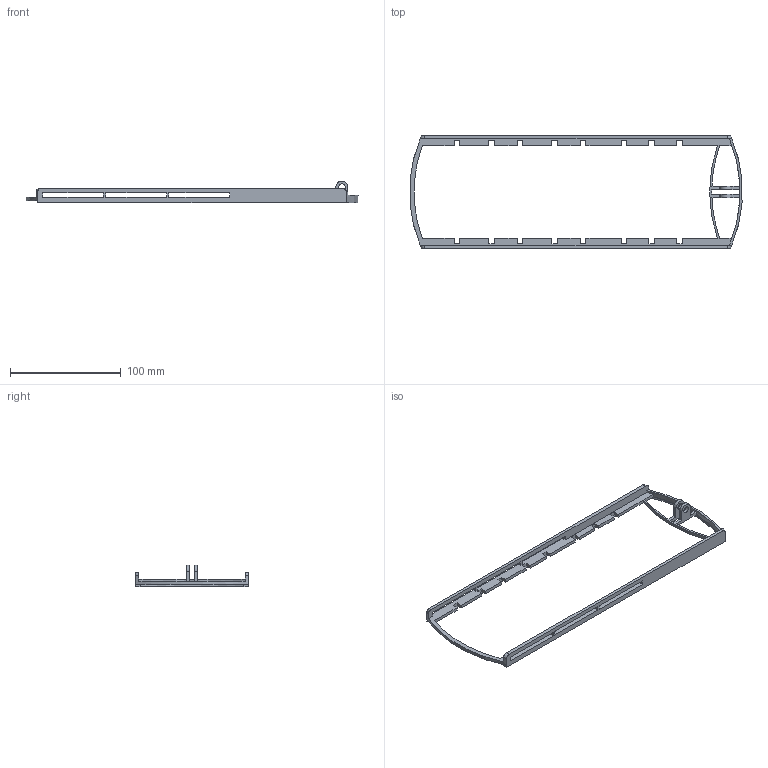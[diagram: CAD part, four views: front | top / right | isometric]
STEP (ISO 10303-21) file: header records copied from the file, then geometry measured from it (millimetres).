
FILE_DESCRIPTION(/* description */ (''),/* implementation_level */ '2;1');
FILE_NAME(/* name */ 'Base01.step',/* time_stamp */ '2022-12-23T11:51:11+01:00',/* author */ (''),/* organization */ (''),/* preprocessor_version */ 'ST-DEVELOPER v19.2',/* originating_system */ 'Autodesk Translation Framework v11.17.0.187',/* authorisation */ '');
FILE_SCHEMA (('AUTOMOTIVE_DESIGN { 1 0 10303 214 3 1 1 }'));
Length unit declared in the file: millimetre
Products named in the file (2): V-12-Ot-Bott; Base01
Assembly tree (1 placements, depth 2):
  V-12-Ot-Bott
    Base01
Bounding box: 300.09 x 102 x 19.6 mm (x, y, z)
Volume: 32006.6 mm3; surface area: 29114 mm2
Topology: 1 solids, 1 shells, 126 faces, 400 edges, 266 vertices
Faces by surface type: plane 109, cylinder 13, torus 4
Full cylindrical faces by diameter (mm): 6 x2
Entity records: 4579 total; most frequent: CARTESIAN_POINT 868, ORIENTED_EDGE 800, DIRECTION 692, EDGE_CURVE 400, LINE 352, VECTOR 352, VERTEX_POINT 266, AXIS2_PLACEMENT_3D 170
